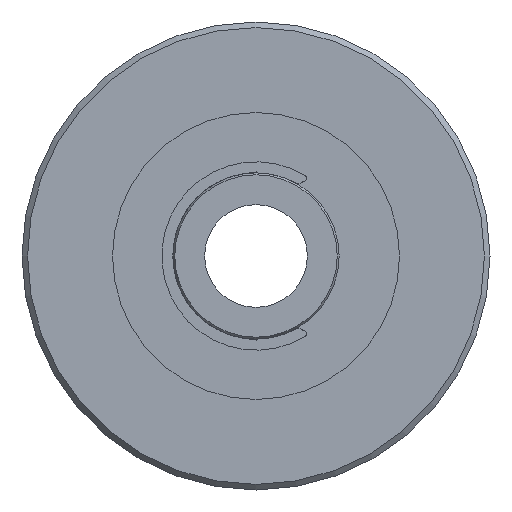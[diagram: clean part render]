
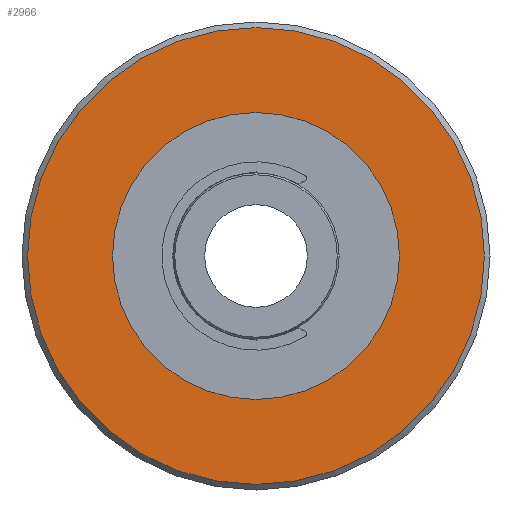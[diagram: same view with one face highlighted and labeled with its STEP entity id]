
A CAD part, left-side view. The second image highlights one B-rep face of the part: STEP entity #2966.
In plain terms, the highlighted planar face has unit normal (-1, 0, 0).
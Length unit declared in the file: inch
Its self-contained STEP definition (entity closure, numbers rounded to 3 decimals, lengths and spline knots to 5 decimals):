
#78=FACE_BOUND('',#391,.T.);
#106=PLANE('',#3232);
#221=FACE_OUTER_BOUND('',#390,.T.);
#390=EDGE_LOOP('',(#2042,#2043));
#391=EDGE_LOOP('',(#2044,#2045));
#938=CIRCLE('',#3230,2.05);
#939=CIRCLE('',#3231,2.05);
#940=CIRCLE('',#3233,1.2875);
#941=CIRCLE('',#3234,1.2875);
#1194=VERTEX_POINT('',#4791);
#1195=VERTEX_POINT('',#4793);
#1196=VERTEX_POINT('',#4797);
#1197=VERTEX_POINT('',#4798);
#1524=EDGE_CURVE('',#1194,#1195,#938,.T.);
#1525=EDGE_CURVE('',#1195,#1194,#939,.T.);
#1526=EDGE_CURVE('',#1196,#1197,#940,.T.);
#1527=EDGE_CURVE('',#1197,#1196,#941,.T.);
#2042=ORIENTED_EDGE('',*,*,#1525,.F.);
#2043=ORIENTED_EDGE('',*,*,#1524,.F.);
#2044=ORIENTED_EDGE('',*,*,#1526,.T.);
#2045=ORIENTED_EDGE('',*,*,#1527,.T.);
#2966=ADVANCED_FACE('',(#221,#78),#106,.T.);
#3230=AXIS2_PLACEMENT_3D('',#4794,#3796,#3797);
#3231=AXIS2_PLACEMENT_3D('',#4795,#3798,#3799);
#3232=AXIS2_PLACEMENT_3D('',#4796,#3800,#3801);
#3233=AXIS2_PLACEMENT_3D('',#4799,#3802,#3803);
#3234=AXIS2_PLACEMENT_3D('',#4800,#3804,#3805);
#3796=DIRECTION('center_axis',(1.,0.,0.));
#3797=DIRECTION('ref_axis',(0.,1.,0.));
#3798=DIRECTION('center_axis',(1.,0.,0.));
#3799=DIRECTION('ref_axis',(0.,1.,0.));
#3800=DIRECTION('center_axis',(-1.,0.,0.));
#3801=DIRECTION('ref_axis',(0.,0.,1.));
#3802=DIRECTION('center_axis',(1.,0.,0.));
#3803=DIRECTION('ref_axis',(0.,1.,0.));
#3804=DIRECTION('center_axis',(1.,0.,0.));
#3805=DIRECTION('ref_axis',(0.,1.,0.));
#4791=CARTESIAN_POINT('',(1.915,-2.05,0.));
#4793=CARTESIAN_POINT('',(1.915,2.05,0.));
#4794=CARTESIAN_POINT('Origin',(1.915,0.,0.));
#4795=CARTESIAN_POINT('Origin',(1.915,0.,0.));
#4796=CARTESIAN_POINT('Origin',(1.915,1.025,0.));
#4797=CARTESIAN_POINT('',(1.915,1.2875,0.));
#4798=CARTESIAN_POINT('',(1.915,-1.2875,0.));
#4799=CARTESIAN_POINT('Origin',(1.915,0.,0.));
#4800=CARTESIAN_POINT('Origin',(1.915,0.,0.));
